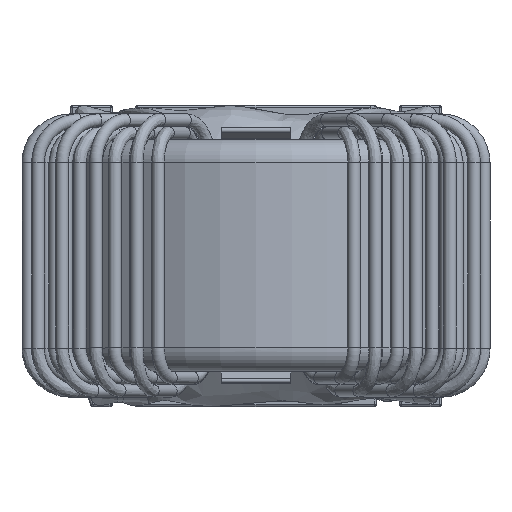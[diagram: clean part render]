
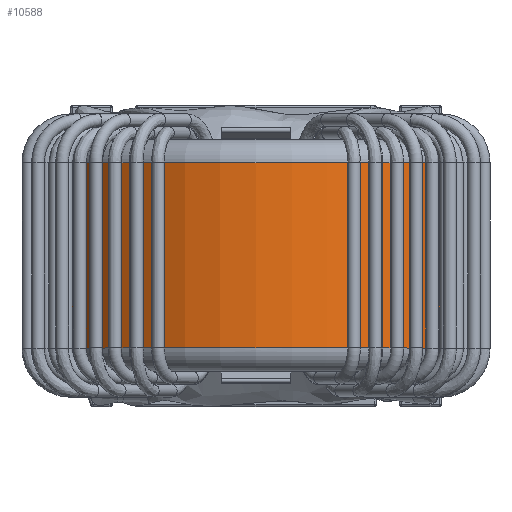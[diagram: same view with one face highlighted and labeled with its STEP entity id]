
A CAD part, top view. The second image highlights one B-rep face of the part: STEP entity #10588.
In plain terms, the highlighted cylindrical face has radius 9 mm (diameter 18 mm), a full revolution.
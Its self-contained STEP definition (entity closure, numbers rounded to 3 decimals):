
#942=CYLINDRICAL_SURFACE('',#15447,9.);
#4057=ORIENTED_EDGE('',*,*,#5361,.T.);
#4058=ORIENTED_EDGE('',*,*,#5362,.T.);
#5361=EDGE_CURVE('',#6281,#6281,#7051,.T.);
#5362=EDGE_CURVE('',#6282,#6282,#7052,.F.);
#6281=VERTEX_POINT('',#35394);
#6282=VERTEX_POINT('',#35396);
#7051=CIRCLE('',#15448,9.);
#7052=CIRCLE('',#15449,9.);
#8337=EDGE_LOOP('',(#4057));
#8338=EDGE_LOOP('',(#4058));
#9643=FACE_BOUND('',#8337,.T.);
#9644=FACE_BOUND('',#8338,.T.);
#10588=ADVANCED_FACE('',(#9643,#9644),#942,.T.);
#15447=AXIS2_PLACEMENT_3D('',#35392,#18670,#18671);
#15448=AXIS2_PLACEMENT_3D('',#35393,#18672,#18673);
#15449=AXIS2_PLACEMENT_3D('',#35395,#18674,#18675);
#18670=DIRECTION('',(0.,1.,0.));
#18671=DIRECTION('',(0.,0.,1.));
#18672=DIRECTION('',(0.,1.,0.));
#18673=DIRECTION('',(0.,0.,1.));
#18674=DIRECTION('',(0.,1.,0.));
#18675=DIRECTION('',(0.,0.,1.));
#35392=CARTESIAN_POINT('',(0.,-5.,9.1));
#35393=CARTESIAN_POINT('',(0.,-4.,9.1));
#35394=CARTESIAN_POINT('',(0.,-4.,18.1));
#35395=CARTESIAN_POINT('',(0.,4.,9.1));
#35396=CARTESIAN_POINT('',(0.,4.,18.1));
